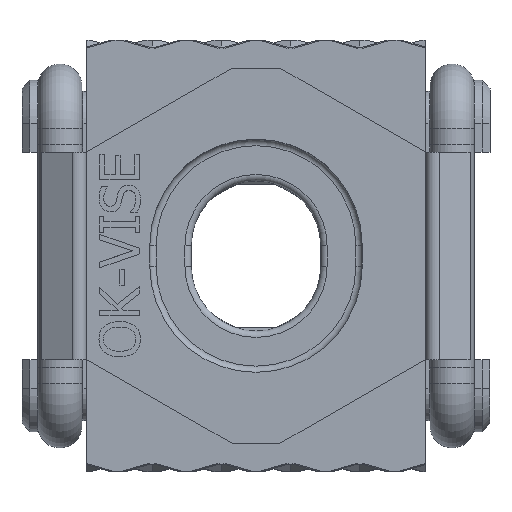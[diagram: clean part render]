
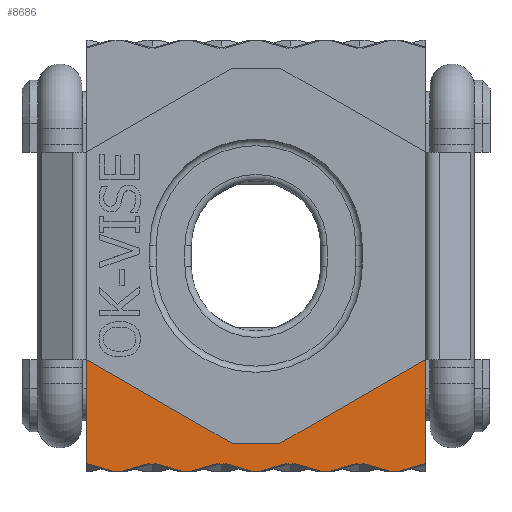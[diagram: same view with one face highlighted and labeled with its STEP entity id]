
A CAD part, top view. The second image highlights one B-rep face of the part: STEP entity #8686.
In plain terms, the highlighted planar face has unit normal (0, 0, 1).
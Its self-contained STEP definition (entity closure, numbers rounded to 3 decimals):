
#629=PLANE('',#9299);
#1145=FACE_OUTER_BOUND('',#1681,.T.);
#1681=EDGE_LOOP('',(#8037,#8038,#8039,#8040,#8041,#8042,#8043,#8044,#8045,
#8046,#8047,#8048,#8049,#8050,#8051,#8052,#8053,#8054,#8055,#8056,#8057,
#8058,#8059,#8060,#8061,#8062,#8063,#8064));
#1939=LINE('',#12588,#3006);
#1942=LINE('',#12594,#3009);
#1945=LINE('',#12601,#3012);
#1948=LINE('',#12607,#3015);
#1950=LINE('',#12612,#3017);
#1953=LINE('',#12618,#3020);
#1956=LINE('',#12624,#3023);
#1959=LINE('',#12631,#3026);
#1962=LINE('',#12637,#3029);
#1964=LINE('',#12641,#3031);
#1967=LINE('',#12648,#3034);
#1971=LINE('',#12657,#3038);
#2238=LINE('',#13199,#3305);
#2262=LINE('',#13246,#3329);
#2264=LINE('',#13250,#3331);
#2282=LINE('',#13283,#3349);
#2316=LINE('',#13350,#3383);
#2318=LINE('',#13354,#3385);
#2621=LINE('',#13902,#3688);
#2640=LINE('',#13959,#3707);
#2641=LINE('',#13961,#3708);
#2644=LINE('',#13976,#3711);
#2645=LINE('',#13978,#3712);
#2646=LINE('',#13980,#3713);
#2670=LINE('',#14051,#3737);
#2708=LINE('',#14158,#3775);
#2740=LINE('',#14251,#3807);
#2742=LINE('',#14255,#3809);
#3006=VECTOR('',#9801,10.);
#3009=VECTOR('',#9806,10.);
#3012=VECTOR('',#9811,10.);
#3015=VECTOR('',#9816,10.);
#3017=VECTOR('',#9820,10.);
#3020=VECTOR('',#9825,10.);
#3023=VECTOR('',#9830,10.);
#3026=VECTOR('',#9835,10.);
#3029=VECTOR('',#9840,10.);
#3031=VECTOR('',#9844,10.);
#3034=VECTOR('',#9849,10.);
#3038=VECTOR('',#9855,10.);
#3305=VECTOR('',#10268,10.);
#3329=VECTOR('',#10306,10.);
#3331=VECTOR('',#10310,10.);
#3349=VECTOR('',#10342,10.);
#3383=VECTOR('',#10400,10.);
#3385=VECTOR('',#10404,10.);
#3688=VECTOR('',#10971,10.);
#3707=VECTOR('',#11056,10.);
#3708=VECTOR('',#11059,10.);
#3711=VECTOR('',#11086,10.);
#3712=VECTOR('',#11089,10.);
#3713=VECTOR('',#11092,10.);
#3737=VECTOR('',#11194,10.);
#3775=VECTOR('',#11310,10.);
#3807=VECTOR('',#11414,10.);
#3809=VECTOR('',#11420,10.);
#4108=VERTEX_POINT('',#12586);
#4109=VERTEX_POINT('',#12587);
#4111=VERTEX_POINT('',#12593);
#4113=VERTEX_POINT('',#12599);
#4114=VERTEX_POINT('',#12600);
#4116=VERTEX_POINT('',#12606);
#4117=VERTEX_POINT('',#12610);
#4118=VERTEX_POINT('',#12611);
#4120=VERTEX_POINT('',#12617);
#4122=VERTEX_POINT('',#12623);
#4124=VERTEX_POINT('',#12629);
#4125=VERTEX_POINT('',#12630);
#4127=VERTEX_POINT('',#12636);
#4128=VERTEX_POINT('',#12640);
#4130=VERTEX_POINT('',#12646);
#4131=VERTEX_POINT('',#12647);
#4134=VERTEX_POINT('',#12655);
#4135=VERTEX_POINT('',#12656);
#4337=VERTEX_POINT('',#13198);
#4353=VERTEX_POINT('',#13245);
#4354=VERTEX_POINT('',#13249);
#4362=VERTEX_POINT('',#13282);
#4383=VERTEX_POINT('',#13349);
#4384=VERTEX_POINT('',#13353);
#4497=VERTEX_POINT('',#13900);
#4510=VERTEX_POINT('',#14050);
#4540=VERTEX_POINT('',#14154);
#4565=VERTEX_POINT('',#14249);
#4901=EDGE_CURVE('',#4108,#4109,#1939,.T.);
#4904=EDGE_CURVE('',#4109,#4111,#1942,.T.);
#4907=EDGE_CURVE('',#4113,#4114,#1945,.T.);
#4910=EDGE_CURVE('',#4114,#4116,#1948,.T.);
#4912=EDGE_CURVE('',#4117,#4118,#1950,.T.);
#4915=EDGE_CURVE('',#4118,#4120,#1953,.T.);
#4918=EDGE_CURVE('',#4116,#4122,#1956,.T.);
#4921=EDGE_CURVE('',#4124,#4125,#1959,.T.);
#4924=EDGE_CURVE('',#4125,#4127,#1962,.T.);
#4926=EDGE_CURVE('',#4127,#4128,#1964,.T.);
#4929=EDGE_CURVE('',#4130,#4131,#1967,.T.);
#4933=EDGE_CURVE('',#4134,#4135,#1971,.T.);
#5200=EDGE_CURVE('',#4337,#4124,#2238,.T.);
#5224=EDGE_CURVE('',#4353,#4117,#2262,.T.);
#5226=EDGE_CURVE('',#4354,#4353,#2264,.T.);
#5244=EDGE_CURVE('',#4362,#4113,#2282,.T.);
#5278=EDGE_CURVE('',#4383,#4108,#2316,.T.);
#5280=EDGE_CURVE('',#4384,#4383,#2318,.T.);
#5583=EDGE_CURVE('',#4135,#4497,#2621,.T.);
#5603=EDGE_CURVE('',#4337,#4122,#2640,.T.);
#5604=EDGE_CURVE('',#4134,#4128,#2641,.T.);
#5607=EDGE_CURVE('',#4354,#4131,#2644,.T.);
#5608=EDGE_CURVE('',#4384,#4120,#2645,.T.);
#5609=EDGE_CURVE('',#4362,#4111,#2646,.T.);
#5633=EDGE_CURVE('',#4130,#4510,#2670,.T.);
#5686=EDGE_CURVE('',#4510,#4540,#2708,.T.);
#5732=EDGE_CURVE('',#4497,#4565,#2740,.T.);
#5734=EDGE_CURVE('',#4565,#4540,#2742,.T.);
#8037=ORIENTED_EDGE('',*,*,#4904,.T.);
#8038=ORIENTED_EDGE('',*,*,#5609,.F.);
#8039=ORIENTED_EDGE('',*,*,#5244,.T.);
#8040=ORIENTED_EDGE('',*,*,#4907,.T.);
#8041=ORIENTED_EDGE('',*,*,#4910,.T.);
#8042=ORIENTED_EDGE('',*,*,#4918,.T.);
#8043=ORIENTED_EDGE('',*,*,#5603,.F.);
#8044=ORIENTED_EDGE('',*,*,#5200,.T.);
#8045=ORIENTED_EDGE('',*,*,#4921,.T.);
#8046=ORIENTED_EDGE('',*,*,#4924,.T.);
#8047=ORIENTED_EDGE('',*,*,#4926,.T.);
#8048=ORIENTED_EDGE('',*,*,#5604,.F.);
#8049=ORIENTED_EDGE('',*,*,#4933,.T.);
#8050=ORIENTED_EDGE('',*,*,#5583,.T.);
#8051=ORIENTED_EDGE('',*,*,#5732,.T.);
#8052=ORIENTED_EDGE('',*,*,#5734,.T.);
#8053=ORIENTED_EDGE('',*,*,#5686,.F.);
#8054=ORIENTED_EDGE('',*,*,#5633,.F.);
#8055=ORIENTED_EDGE('',*,*,#4929,.T.);
#8056=ORIENTED_EDGE('',*,*,#5607,.F.);
#8057=ORIENTED_EDGE('',*,*,#5226,.T.);
#8058=ORIENTED_EDGE('',*,*,#5224,.T.);
#8059=ORIENTED_EDGE('',*,*,#4912,.T.);
#8060=ORIENTED_EDGE('',*,*,#4915,.T.);
#8061=ORIENTED_EDGE('',*,*,#5608,.F.);
#8062=ORIENTED_EDGE('',*,*,#5280,.T.);
#8063=ORIENTED_EDGE('',*,*,#5278,.T.);
#8064=ORIENTED_EDGE('',*,*,#4901,.T.);
#8686=ADVANCED_FACE('',(#1145),#629,.T.);
#9299=AXIS2_PLACEMENT_3D('',#14256,#11421,#11422);
#9801=DIRECTION('',(0.959,0.282,0.));
#9806=DIRECTION('',(0.959,-0.282,0.));
#9811=DIRECTION('',(0.959,-0.282,0.));
#9816=DIRECTION('',(0.959,0.282,0.));
#9820=DIRECTION('',(0.959,0.282,0.));
#9825=DIRECTION('',(0.959,-0.282,0.));
#9830=DIRECTION('',(0.959,-0.282,0.));
#9835=DIRECTION('',(0.959,-0.282,0.));
#9840=DIRECTION('',(0.959,0.282,0.));
#9844=DIRECTION('',(0.959,-0.282,0.));
#9849=DIRECTION('',(0.959,-0.282,0.));
#9855=DIRECTION('',(0.959,0.282,0.));
#10268=DIRECTION('',(0.959,0.282,0.));
#10306=DIRECTION('',(0.959,-0.282,0.));
#10310=DIRECTION('',(0.959,0.282,0.));
#10342=DIRECTION('',(0.959,0.282,0.));
#10400=DIRECTION('',(0.959,-0.282,0.));
#10404=DIRECTION('',(0.959,0.282,0.));
#10971=DIRECTION('',(0.,1.,0.));
#11056=DIRECTION('',(-1.,0.,0.));
#11059=DIRECTION('',(-1.,0.,0.));
#11086=DIRECTION('',(-1.,0.,0.));
#11089=DIRECTION('',(-1.,0.,0.));
#11092=DIRECTION('',(-1.,0.,0.));
#11194=DIRECTION('',(0.,1.,0.));
#11310=DIRECTION('',(0.866,-0.5,0.));
#11414=DIRECTION('',(-0.866,-0.5,0.));
#11420=DIRECTION('',(-1.,0.,0.));
#11421=DIRECTION('center_axis',(0.,0.,1.));
#11422=DIRECTION('ref_axis',(1.,0.,0.));
#12586=CARTESIAN_POINT('',(-2.165,0.434,15.));
#12587=CARTESIAN_POINT('',(-1.94,0.5,15.));
#12588=CARTESIAN_POINT('',(1.801,1.6,15.));
#12593=CARTESIAN_POINT('',(-0.24,0.,15.));
#12594=CARTESIAN_POINT('',(1.405,-0.484,15.));
#12599=CARTESIAN_POINT('',(1.94,0.5,15.));
#12600=CARTESIAN_POINT('',(2.165,0.434,15.));
#12601=CARTESIAN_POINT('',(3.89,-0.073,15.));
#12606=CARTESIAN_POINT('',(2.39,0.5,15.));
#12607=CARTESIAN_POINT('',(2.145,0.428,15.));
#12610=CARTESIAN_POINT('',(-6.495,0.434,15.));
#12611=CARTESIAN_POINT('',(-6.27,0.5,15.));
#12612=CARTESIAN_POINT('',(1.456,2.772,15.));
#12617=CARTESIAN_POINT('',(-4.57,0.,15.));
#12618=CARTESIAN_POINT('',(1.06,-1.656,15.));
#12623=CARTESIAN_POINT('',(4.09,0.,15.));
#12624=CARTESIAN_POINT('',(1.75,0.688,15.));
#12629=CARTESIAN_POINT('',(6.27,0.5,15.));
#12630=CARTESIAN_POINT('',(6.495,0.434,15.));
#12631=CARTESIAN_POINT('',(4.234,1.099,15.));
#12636=CARTESIAN_POINT('',(6.721,0.5,15.));
#12637=CARTESIAN_POINT('',(2.49,-0.744,15.));
#12640=CARTESIAN_POINT('',(8.421,0.,15.));
#12641=CARTESIAN_POINT('',(2.094,1.861,15.));
#12646=CARTESIAN_POINT('',(-10.6,0.5,15.));
#12647=CARTESIAN_POINT('',(-8.9,0.,15.));
#12648=CARTESIAN_POINT('',(0.715,-2.828,15.));
#12655=CARTESIAN_POINT('',(8.9,0.,15.));
#12656=CARTESIAN_POINT('',(10.6,0.5,15.));
#12657=CARTESIAN_POINT('',(4.975,-1.154,15.));
#13198=CARTESIAN_POINT('',(4.57,0.,15.));
#13199=CARTESIAN_POINT('',(4.63,0.018,15.));
#13245=CARTESIAN_POINT('',(-6.721,0.5,15.));
#13246=CARTESIAN_POINT('',(3.2,-2.418,15.));
#13249=CARTESIAN_POINT('',(-8.421,0.,15.));
#13250=CARTESIAN_POINT('',(3.596,3.534,15.));
#13282=CARTESIAN_POINT('',(0.24,0.,15.));
#13283=CARTESIAN_POINT('',(4.285,1.19,15.));
#13349=CARTESIAN_POINT('',(-2.39,0.5,15.));
#13350=CARTESIAN_POINT('',(3.545,-1.246,15.));
#13353=CARTESIAN_POINT('',(-4.09,0.,15.));
#13354=CARTESIAN_POINT('',(3.94,2.362,15.));
#13900=CARTESIAN_POINT('',(10.6,8.1,15.));
#13902=CARTESIAN_POINT('',(10.6,0.,15.));
#13959=CARTESIAN_POINT('',(0.,0.,15.));
#13961=CARTESIAN_POINT('',(0.,0.,15.));
#13976=CARTESIAN_POINT('',(0.,0.,15.));
#13978=CARTESIAN_POINT('',(0.,0.,15.));
#13980=CARTESIAN_POINT('',(0.,0.,15.));
#14050=CARTESIAN_POINT('',(-10.6,8.1,15.));
#14051=CARTESIAN_POINT('',(-10.6,0.,15.));
#14154=CARTESIAN_POINT('',(-1.25,2.702,15.));
#14158=CARTESIAN_POINT('',(-10.6,8.1,15.));
#14249=CARTESIAN_POINT('',(1.25,2.702,15.));
#14251=CARTESIAN_POINT('',(10.6,8.1,15.));
#14255=CARTESIAN_POINT('',(1.25,2.702,15.));
#14256=CARTESIAN_POINT('Origin',(6.182,2.934,15.));
